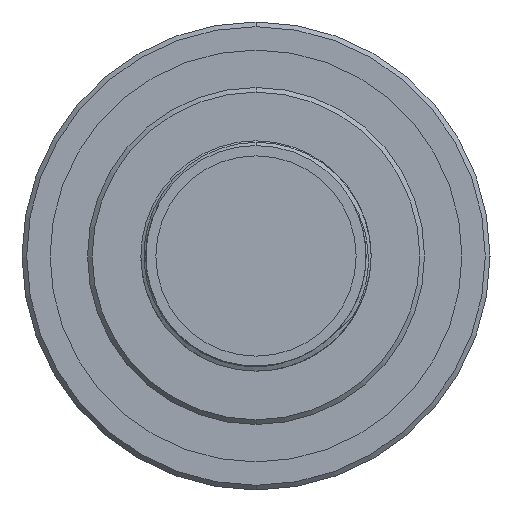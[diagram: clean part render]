
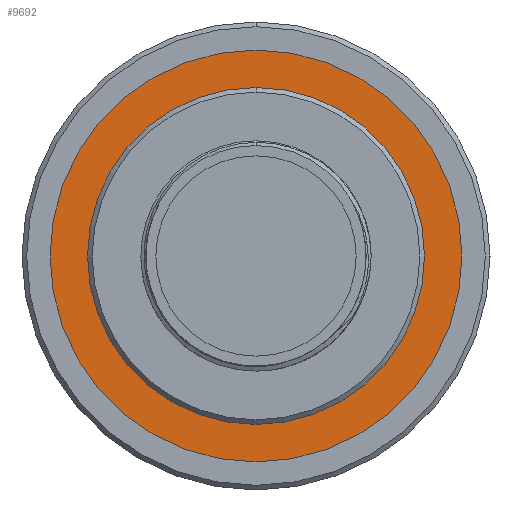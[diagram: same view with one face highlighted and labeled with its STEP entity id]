
A CAD part, left-side view. The second image highlights one B-rep face of the part: STEP entity #9692.
In plain terms, the highlighted face is planar.
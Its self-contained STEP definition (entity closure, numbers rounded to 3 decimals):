
#6351 = CYLINDRICAL_SURFACE('',#6352,9.);
#6352 = AXIS2_PLACEMENT_3D('',#6353,#6354,#6355);
#6353 = CARTESIAN_POINT('',(265.799,85.554,0.));
#6354 = DIRECTION('',(-0.,-1.,-0.));
#6355 = DIRECTION('',(0.,0.,-1.));
#6387 = EDGE_CURVE('',#6388,#6390,#6392,.T.);
#6388 = VERTEX_POINT('',#6389);
#6389 = CARTESIAN_POINT('',(265.799,113.654,-9.));
#6390 = VERTEX_POINT('',#6391);
#6391 = CARTESIAN_POINT('',(265.799,113.654,9.));
#6392 = SURFACE_CURVE('',#6393,(#6398,#6405),.PCURVE_S1.);
#6393 = CIRCLE('',#6394,9.);
#6394 = AXIS2_PLACEMENT_3D('',#6395,#6396,#6397);
#6395 = CARTESIAN_POINT('',(265.799,113.654,0.));
#6396 = DIRECTION('',(0.,-1.,0.));
#6397 = DIRECTION('',(0.,0.,-1.));
#6398 = PCURVE('',#6351,#6399);
#6399 = DEFINITIONAL_REPRESENTATION('',(#6400),#6404);
#6400 = LINE('',#6401,#6402);
#6401 = CARTESIAN_POINT('',(0.,-28.1));
#6402 = VECTOR('',#6403,1.);
#6403 = DIRECTION('',(1.,0.));
#6404 = ( GEOMETRIC_REPRESENTATION_CONTEXT(2) 
PARAMETRIC_REPRESENTATION_CONTEXT() REPRESENTATION_CONTEXT('2D SPACE',''
  ) );
#6405 = PCURVE('',#6406,#6411);
#6406 = PLANE('',#6407);
#6407 = AXIS2_PLACEMENT_3D('',#6408,#6409,#6410);
#6408 = CARTESIAN_POINT('',(274.799,113.654,0.));
#6409 = DIRECTION('',(0.,-1.,-0.));
#6410 = DIRECTION('',(0.,0.,-1.));
#6411 = DEFINITIONAL_REPRESENTATION('',(#6412),#6416);
#6412 = CIRCLE('',#6413,9.);
#6413 = AXIS2_PLACEMENT_2D('',#6414,#6415);
#6414 = CARTESIAN_POINT('',(0.,-9.));
#6415 = DIRECTION('',(1.,0.));
#6416 = ( GEOMETRIC_REPRESENTATION_CONTEXT(2) 
PARAMETRIC_REPRESENTATION_CONTEXT() REPRESENTATION_CONTEXT('2D SPACE',''
  ) );
#6432 = CYLINDRICAL_SURFACE('',#6433,9.);
#6433 = AXIS2_PLACEMENT_3D('',#6434,#6435,#6436);
#6434 = CARTESIAN_POINT('',(265.799,85.554,0.));
#6435 = DIRECTION('',(-0.,-1.,-0.));
#6436 = DIRECTION('',(0.,0.,-1.));
#6481 = CYLINDRICAL_SURFACE('',#6482,11.);
#6482 = AXIS2_PLACEMENT_3D('',#6483,#6484,#6485);
#6483 = CARTESIAN_POINT('',(265.799,85.554,0.));
#6484 = DIRECTION('',(-0.,-1.,-0.));
#6485 = DIRECTION('',(0.,0.,-1.));
#6506 = VERTEX_POINT('',#6507);
#6507 = CARTESIAN_POINT('',(265.799,113.654,11.));
#6521 = CYLINDRICAL_SURFACE('',#6522,11.);
#6522 = AXIS2_PLACEMENT_3D('',#6523,#6524,#6525);
#6523 = CARTESIAN_POINT('',(265.799,85.554,0.));
#6524 = DIRECTION('',(-0.,-1.,-0.));
#6525 = DIRECTION('',(0.,0.,-1.));
#6533 = EDGE_CURVE('',#6534,#6506,#6536,.T.);
#6534 = VERTEX_POINT('',#6535);
#6535 = CARTESIAN_POINT('',(265.799,113.654,-11.));
#6536 = SURFACE_CURVE('',#6537,(#6542,#6549),.PCURVE_S1.);
#6537 = CIRCLE('',#6538,11.);
#6538 = AXIS2_PLACEMENT_3D('',#6539,#6540,#6541);
#6539 = CARTESIAN_POINT('',(265.799,113.654,0.));
#6540 = DIRECTION('',(0.,-1.,0.));
#6541 = DIRECTION('',(0.,0.,-1.));
#6542 = PCURVE('',#6481,#6543);
#6543 = DEFINITIONAL_REPRESENTATION('',(#6544),#6548);
#6544 = LINE('',#6545,#6546);
#6545 = CARTESIAN_POINT('',(0.,-28.1));
#6546 = VECTOR('',#6547,1.);
#6547 = DIRECTION('',(1.,0.));
#6548 = ( GEOMETRIC_REPRESENTATION_CONTEXT(2) 
PARAMETRIC_REPRESENTATION_CONTEXT() REPRESENTATION_CONTEXT('2D SPACE',''
  ) );
#6549 = PCURVE('',#6406,#6550);
#6550 = DEFINITIONAL_REPRESENTATION('',(#6551),#6555);
#6551 = CIRCLE('',#6552,11.);
#6552 = AXIS2_PLACEMENT_2D('',#6553,#6554);
#6553 = CARTESIAN_POINT('',(0.,-9.));
#6554 = DIRECTION('',(1.,0.));
#6555 = ( GEOMETRIC_REPRESENTATION_CONTEXT(2) 
PARAMETRIC_REPRESENTATION_CONTEXT() REPRESENTATION_CONTEXT('2D SPACE',''
  ) );
#9671 = EDGE_CURVE('',#6506,#6534,#9672,.T.);
#9672 = SURFACE_CURVE('',#9673,(#9678,#9685),.PCURVE_S1.);
#9673 = CIRCLE('',#9674,11.);
#9674 = AXIS2_PLACEMENT_3D('',#9675,#9676,#9677);
#9675 = CARTESIAN_POINT('',(265.799,113.654,0.));
#9676 = DIRECTION('',(0.,-1.,0.));
#9677 = DIRECTION('',(0.,0.,-1.));
#9678 = PCURVE('',#6521,#9679);
#9679 = DEFINITIONAL_REPRESENTATION('',(#9680),#9684);
#9680 = LINE('',#9681,#9682);
#9681 = CARTESIAN_POINT('',(0.,-28.1));
#9682 = VECTOR('',#9683,1.);
#9683 = DIRECTION('',(1.,0.));
#9684 = ( GEOMETRIC_REPRESENTATION_CONTEXT(2) 
PARAMETRIC_REPRESENTATION_CONTEXT() REPRESENTATION_CONTEXT('2D SPACE',''
  ) );
#9685 = PCURVE('',#6406,#9686);
#9686 = DEFINITIONAL_REPRESENTATION('',(#9687),#9691);
#9687 = CIRCLE('',#9688,11.);
#9688 = AXIS2_PLACEMENT_2D('',#9689,#9690);
#9689 = CARTESIAN_POINT('',(0.,-9.));
#9690 = DIRECTION('',(1.,0.));
#9691 = ( GEOMETRIC_REPRESENTATION_CONTEXT(2) 
PARAMETRIC_REPRESENTATION_CONTEXT() REPRESENTATION_CONTEXT('2D SPACE',''
  ) );
#9692 = ADVANCED_FACE('',(#9693,#9697),#6406,.T.);
#9693 = FACE_BOUND('',#9694,.T.);
#9694 = EDGE_LOOP('',(#9695,#9696));
#9695 = ORIENTED_EDGE('',*,*,#6533,.T.);
#9696 = ORIENTED_EDGE('',*,*,#9671,.T.);
#9697 = FACE_BOUND('',#9698,.T.);
#9698 = EDGE_LOOP('',(#9699,#9700));
#9699 = ORIENTED_EDGE('',*,*,#6387,.F.);
#9700 = ORIENTED_EDGE('',*,*,#9701,.F.);
#9701 = EDGE_CURVE('',#6390,#6388,#9702,.T.);
#9702 = SURFACE_CURVE('',#9703,(#9708,#9715),.PCURVE_S1.);
#9703 = CIRCLE('',#9704,9.);
#9704 = AXIS2_PLACEMENT_3D('',#9705,#9706,#9707);
#9705 = CARTESIAN_POINT('',(265.799,113.654,0.));
#9706 = DIRECTION('',(0.,-1.,0.));
#9707 = DIRECTION('',(0.,0.,-1.));
#9708 = PCURVE('',#6406,#9709);
#9709 = DEFINITIONAL_REPRESENTATION('',(#9710),#9714);
#9710 = CIRCLE('',#9711,9.);
#9711 = AXIS2_PLACEMENT_2D('',#9712,#9713);
#9712 = CARTESIAN_POINT('',(0.,-9.));
#9713 = DIRECTION('',(1.,0.));
#9714 = ( GEOMETRIC_REPRESENTATION_CONTEXT(2) 
PARAMETRIC_REPRESENTATION_CONTEXT() REPRESENTATION_CONTEXT('2D SPACE',''
  ) );
#9715 = PCURVE('',#6432,#9716);
#9716 = DEFINITIONAL_REPRESENTATION('',(#9717),#9721);
#9717 = LINE('',#9718,#9719);
#9718 = CARTESIAN_POINT('',(0.,-28.1));
#9719 = VECTOR('',#9720,1.);
#9720 = DIRECTION('',(1.,0.));
#9721 = ( GEOMETRIC_REPRESENTATION_CONTEXT(2) 
PARAMETRIC_REPRESENTATION_CONTEXT() REPRESENTATION_CONTEXT('2D SPACE',''
  ) );
